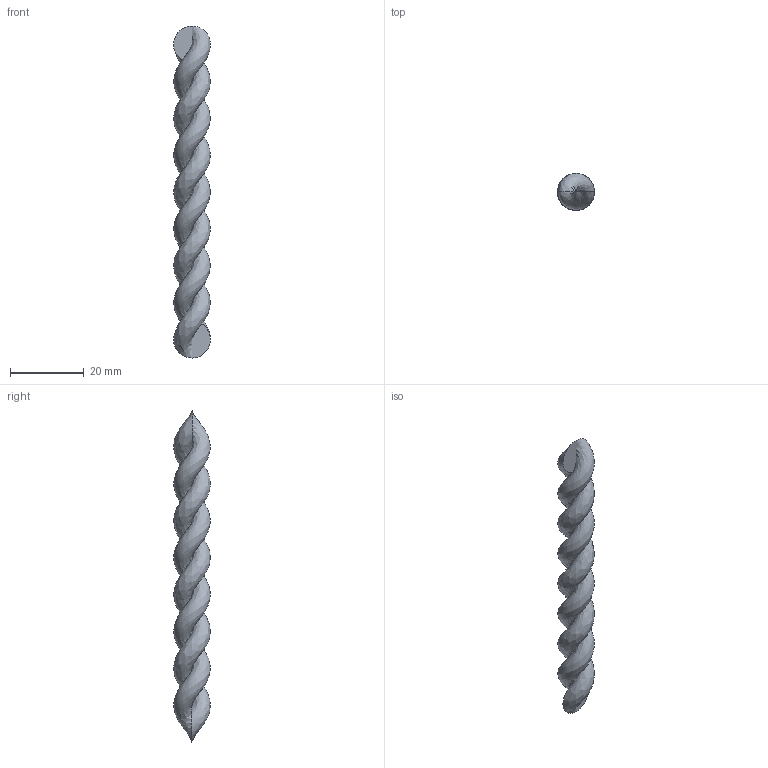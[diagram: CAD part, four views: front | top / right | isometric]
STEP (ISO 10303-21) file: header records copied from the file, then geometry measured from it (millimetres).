
FILE_DESCRIPTION(('Open CASCADE Model'),'2;1');
FILE_NAME('Open CASCADE Shape Model','2025-05-04T00:37:05',('Author'),( 'Open CASCADE'),'Open CASCADE STEP processor 7.8','Open CASCADE 7.8' ,'Unknown');
FILE_SCHEMA(('AUTOMOTIVE_DESIGN { 1 0 10303 214 1 1 1 1 }'));
Length unit declared in the file: millimetre
Products named in the file (1): Open CASCADE STEP translator 7.8 4
Bounding box: 10 x 10 x 89.99 mm (x, y, z)
Volume: 0 mm3; surface area: 3427.6 mm2
Topology: 1 solids, 1 shells, 3 faces, 3 edges, 2 vertices
Faces by surface type: plane 2, bspline 1
Entity records: 468 total; most frequent: CARTESIAN_POINT 398, DIRECTION 9, ORIENTED_EDGE 6, PCURVE 6, DEFINITIONAL_REPRESENTATION 6, AXIS2_PLACEMENT_3D 3, ADVANCED_FACE 3, FACE_BOUND 3
